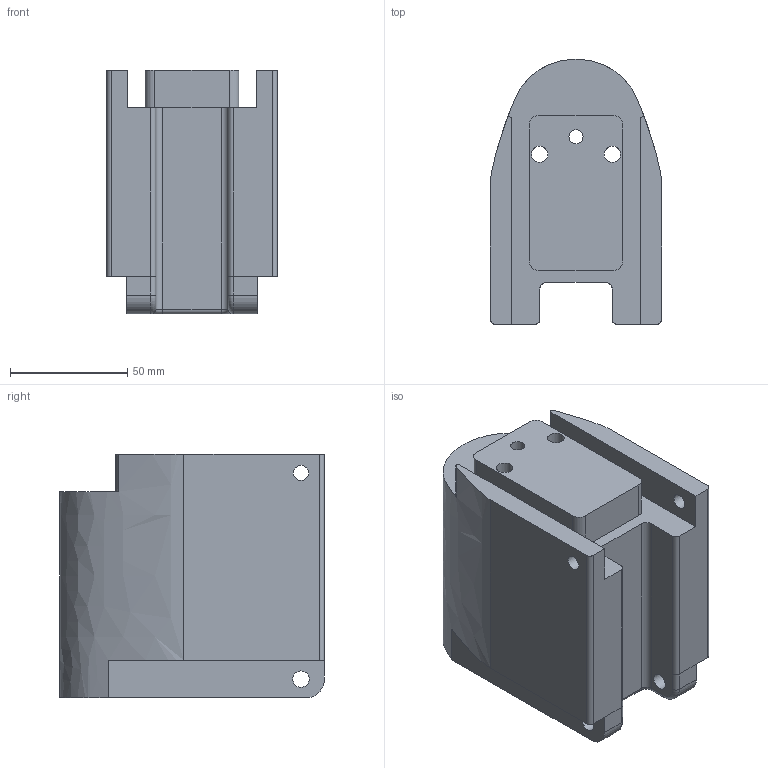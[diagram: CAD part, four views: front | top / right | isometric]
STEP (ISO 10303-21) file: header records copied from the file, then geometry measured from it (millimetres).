
FILE_DESCRIPTION(('FreeCAD Model'),'2;1');
FILE_NAME('Open CASCADE Shape Model','2023-09-14T09:40:32',(''),(''), 'Open CASCADE STEP processor 7.6','FreeCAD','Unknown');
FILE_SCHEMA(('AUTOMOTIVE_DESIGN { 1 0 10303 214 1 1 1 1 }'));
Length unit declared in the file: millimetre
Products named in the file (1): Fillet007
Bounding box: 73 x 113 x 104 mm (x, y, z)
Volume: 425957.4 mm3; surface area: 72780.2 mm2
Topology: 1 solids, 1 shells, 65 faces, 174 edges, 113 vertices
Faces by surface type: plane 29, cylinder 28, torus 4, bspline 2, extrusion 2
Full cylindrical faces by diameter (mm): 6 x1, 6.5 x2, 7 x4
Entity records: 7222 total; most frequent: CARTESIAN_POINT 3819, DIRECTION 602, ORIENTED_EDGE 348, PCURVE 348, DEFINITIONAL_REPRESENTATION 348, VECTOR 340, LINE 338, EDGE_CURVE 174
